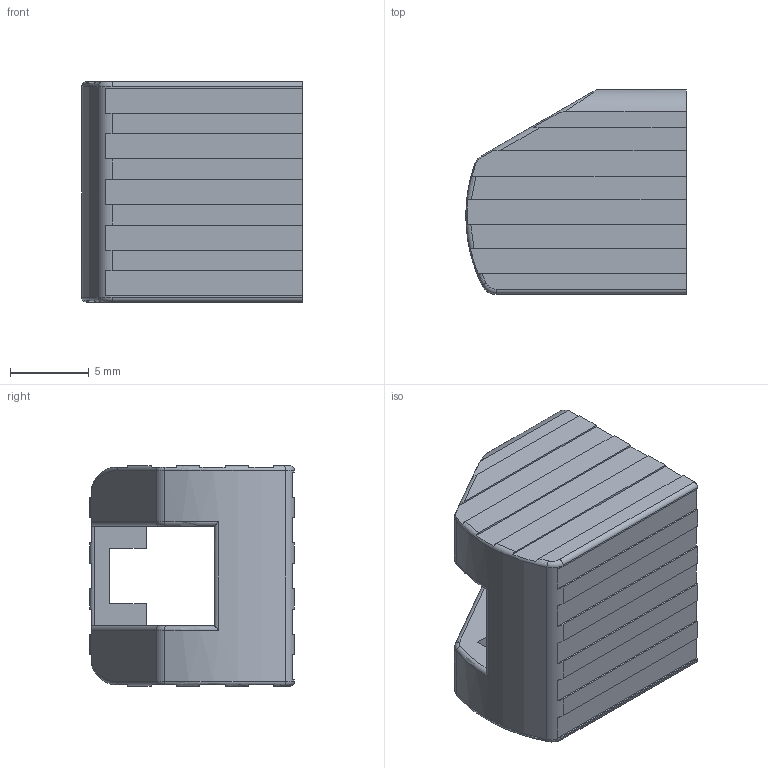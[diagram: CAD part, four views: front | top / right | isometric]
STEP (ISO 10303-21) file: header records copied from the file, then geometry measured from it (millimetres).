
FILE_DESCRIPTION(/* description */ (''),/* implementation_level */ '2;1');
FILE_NAME(/* name */ 'Schutzkappe_RJ45_stp.stp',/* time_stamp */ '2018-09-06T11:10:39+02:00',/* author */ (''),/* organization */ (''),/* preprocessor_version */ 'ST-DEVELOPER v16',/* originating_system */ 'SIEMENS PLM Software NX 10.0',/* authorisation */ '');
FILE_SCHEMA (('AUTOMOTIVE_DESIGN { 1 0 10303 214 3 1 1 1 }'));
Length unit declared in the file: millimetre
Products named in the file (1): Schutzkappe_RJ45_stp
Bounding box: 14 x 13 x 14 mm (x, y, z)
Volume: 718.7 mm3; surface area: 1674.9 mm2
Topology: 1 solids, 1 shells, 164 faces, 451 edges, 290 vertices
Faces by surface type: plane 122, cylinder 26, torus 10, bspline 4, sphere 2
Entity records: 5648 total; most frequent: CARTESIAN_POINT 1582, ORIENTED_EDGE 902, DIRECTION 762, EDGE_CURVE 451, LINE 292, VECTOR 292, VERTEX_POINT 290, AXIS2_PLACEMENT_3D 235
